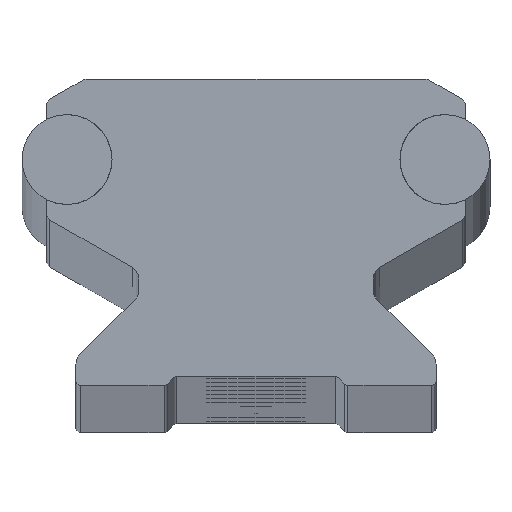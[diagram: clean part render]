
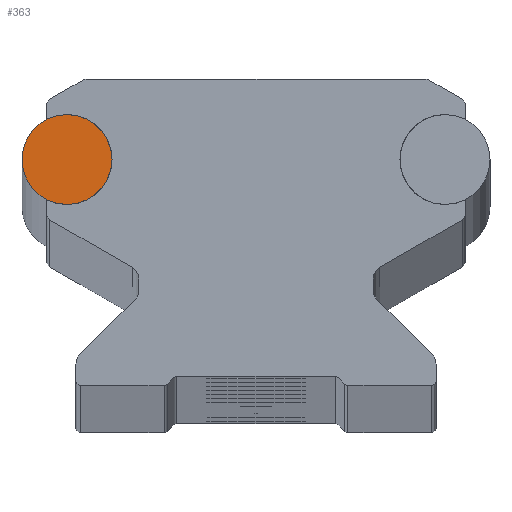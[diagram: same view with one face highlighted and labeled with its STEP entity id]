
A CAD part, top view. The second image highlights one B-rep face of the part: STEP entity #363.
In plain terms, the highlighted planar face has unit normal (0, 0, 1).
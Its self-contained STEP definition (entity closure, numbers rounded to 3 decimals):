
#314 = DIRECTION ( 'NONE',  ( 1., 0., 0. ) ) ;
#363 = ADVANCED_FACE ( 'NONE', ( #1944 ), #2967, .T. ) ;
#475 = CARTESIAN_POINT ( 'NONE',  ( -25.995, 0., 1500. ) ) ;
#712 = CARTESIAN_POINT ( 'NONE',  ( -20.995, 0., 1500. ) ) ;
#758 = ORIENTED_EDGE ( 'NONE', *, *, #3274, .T. ) ;
#847 = AXIS2_PLACEMENT_3D ( 'NONE', #4275, #2708, #314 ) ;
#984 = VERTEX_POINT ( 'NONE', #4237 ) ;
#1822 = DIRECTION ( 'NONE',  ( 1., 0., 0. ) ) ;
#1944 = FACE_OUTER_BOUND ( 'NONE', #4240, .T. ) ;
#2006 = ORIENTED_EDGE ( 'NONE', *, *, #4184, .T. ) ;
#2059 = VERTEX_POINT ( 'NONE', #475 ) ;
#2302 = CIRCLE ( 'NONE', #2431, 5. ) ;
#2431 = AXIS2_PLACEMENT_3D ( 'NONE', #3369, #4980, #4574 ) ;
#2708 = DIRECTION ( 'NONE',  ( 0., 0., 1. ) ) ;
#2920 = AXIS2_PLACEMENT_3D ( 'NONE', #712, #4286, #1822 ) ;
#2967 = PLANE ( 'NONE',  #2920 ) ;
#3274 = EDGE_CURVE ( 'NONE', #2059, #984, #2302, .T. ) ;
#3369 = CARTESIAN_POINT ( 'NONE',  ( -20.995, 0., 1500. ) ) ;
#4184 = EDGE_CURVE ( 'NONE', #984, #2059, #5021, .T. ) ;
#4237 = CARTESIAN_POINT ( 'NONE',  ( -15.995, 0., 1500. ) ) ;
#4240 = EDGE_LOOP ( 'NONE', ( #758, #2006 ) ) ;
#4275 = CARTESIAN_POINT ( 'NONE',  ( -20.995, 0., 1500. ) ) ;
#4286 = DIRECTION ( 'NONE',  ( 0., 0., 1. ) ) ;
#4574 = DIRECTION ( 'NONE',  ( 1., 0., 0. ) ) ;
#4980 = DIRECTION ( 'NONE',  ( 0., 0., 1. ) ) ;
#5021 = CIRCLE ( 'NONE', #847, 5. ) ;
